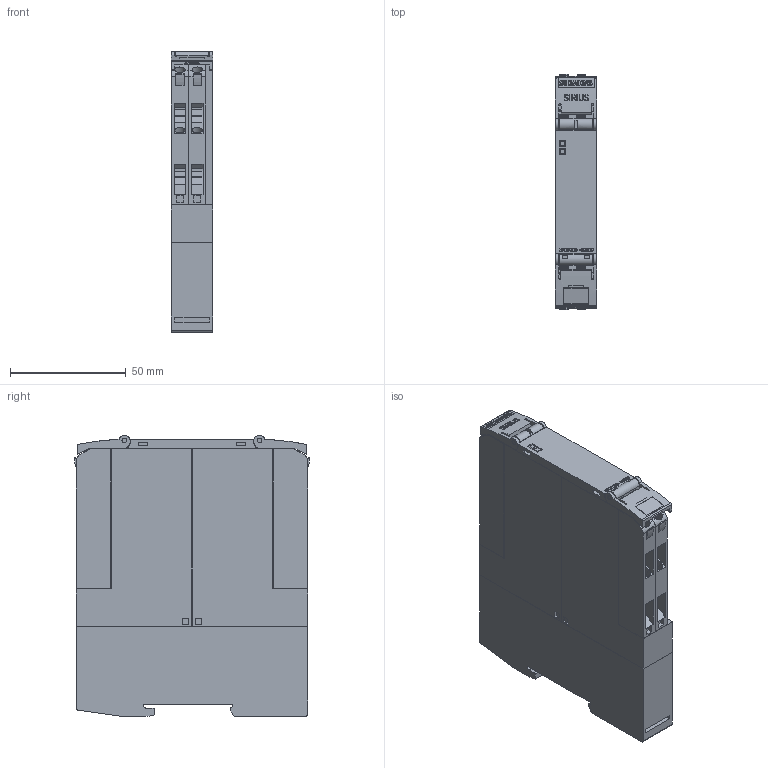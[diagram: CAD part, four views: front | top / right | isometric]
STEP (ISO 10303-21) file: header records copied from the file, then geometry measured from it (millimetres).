
FILE_DESCRIPTION(('STEP AP214'),'1');
FILE_NAME('cctmp_1FCF9A00-21B1-499E-B917-8233C76A6557_2023_07_21_09_52_39_0248..stp','2023-07-21T07:52:40',('SIEMENS A&D'),('CADClick - www.CADClick.com'),'Spatial InterOp 3D postprocessed',' ','unknown authorization');
FILE_SCHEMA(('AUTOMOTIVE_DESIGN'));
Length unit declared in the file: millimetre
Products named in the file (1): 2023_07_21_09_52_39_0193
Bounding box: 17.85 x 101.9 x 121.42 mm (x, y, z)
Volume: 193800.9 mm3; surface area: 50382.3 mm2
Topology: 1 solids, 1 shells, 1445 faces, 4027 edges, 2674 vertices
Faces by surface type: plane 1174, cylinder 231, cone 24, torus 16
Entity records: 51193 total; most frequent: CARTESIAN_POINT 9221, ORIENTED_EDGE 8046, DIRECTION 7438, EDGE_CURVE 4023, LINE 3284, VECTOR 3284, VERTEX_POINT 2674, AXIS2_PLACEMENT_3D 2077
